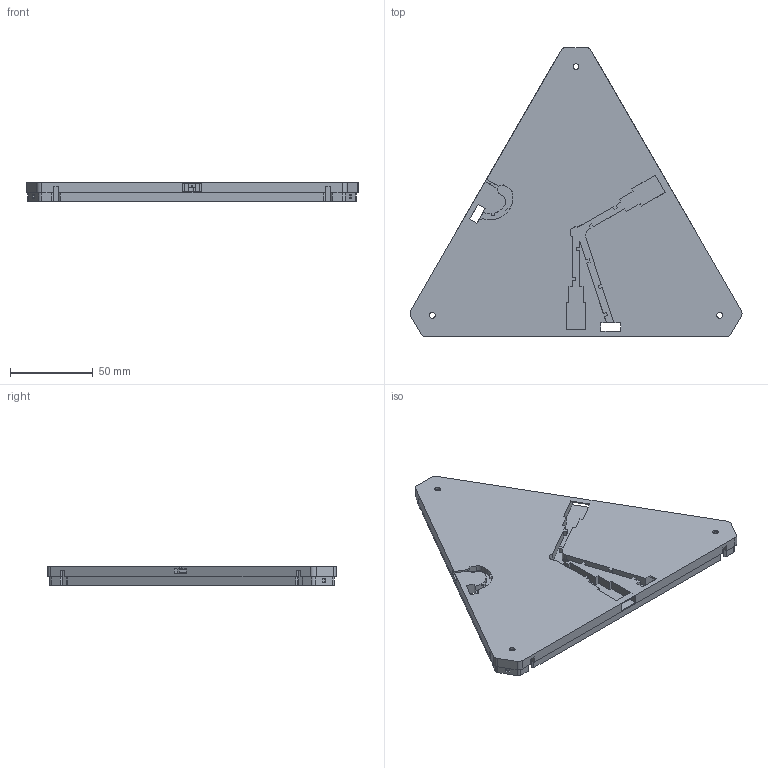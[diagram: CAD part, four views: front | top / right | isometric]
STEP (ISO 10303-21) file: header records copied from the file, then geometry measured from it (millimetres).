
FILE_DESCRIPTION(/* description */ (''),/* implementation_level */ '2;1');
FILE_NAME(/* name */ 'Tile Bottom.stp',/* time_stamp */ '2018-12-27T18:42:06+00:00',/* author */ ('cdrsk'),/* organization */ (''),/* preprocessor_version */ 'ST-DEVELOPER v16.5',/* originating_system */ 'Autodesk Inventor 2017',/* authorisation */ '');
FILE_SCHEMA (('AUTOMOTIVE_DESIGN { 1 0 10303 214 3 1 1 }'));
Length unit declared in the file: millimetre
Products named in the file (1): Rear leaf NEW
Bounding box: 200.66 x 174.63 x 11.4 mm (x, y, z)
Volume: 115116.7 mm3; surface area: 60288.6 mm2
Topology: 1 solids, 1 shells, 376 faces, 1074 edges, 714 vertices
Faces by surface type: plane 344, cylinder 32
Full cylindrical faces by diameter (mm): 3.5 x3
Entity records: 12074 total; most frequent: CARTESIAN_POINT 2156, ORIENTED_EDGE 2136, DIRECTION 1890, EDGE_CURVE 1068, LINE 1000, VECTOR 1000, VERTEX_POINT 711, AXIS2_PLACEMENT_3D 445
